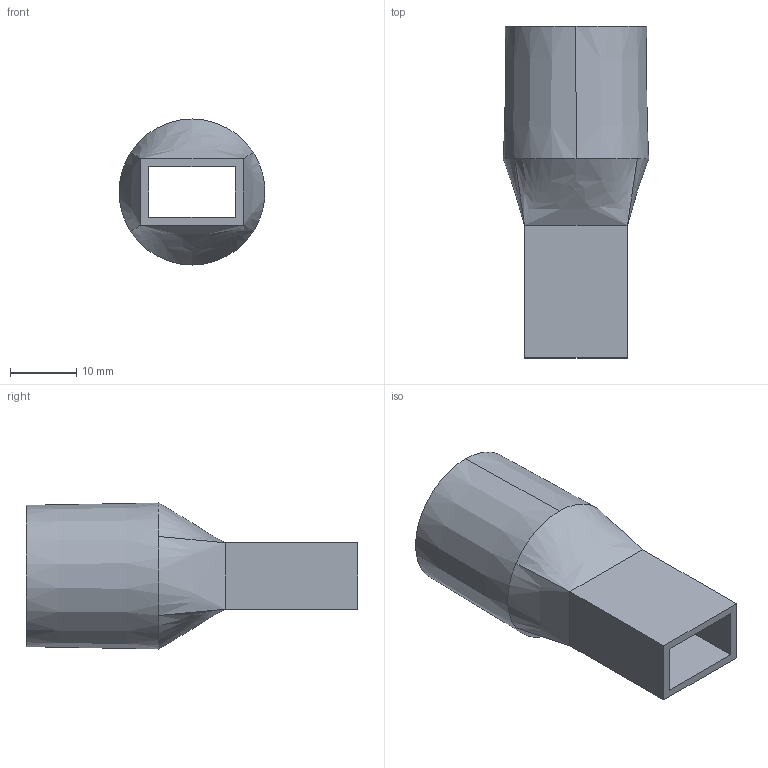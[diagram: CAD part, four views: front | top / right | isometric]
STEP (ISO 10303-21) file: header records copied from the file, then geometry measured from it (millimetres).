
FILE_DESCRIPTION (( 'STEP AP214' ), '1' );
FILE_NAME ('TestAdapter.STEP', '2020-01-21T21:38:56', ( '' ), ( '' ), 'SwSTEP 2.0', 'SolidWorks 2016', '' );
FILE_SCHEMA (( 'AUTOMOTIVE_DESIGN' ));
Length unit declared in the file: millimetre
Products named in the file (1): TestAdapter
Bounding box: 21.93 x 50 x 22 mm (x, y, z)
Volume: 3359.7 mm3; surface area: 5730.4 mm2
Topology: 1 solids, 1 shells, 22 faces, 52 edges, 32 vertices
Faces by surface type: plane 10, bspline 8, cone 4
Entity records: 1742 total; most frequent: CARTESIAN_POINT 1241, ORIENTED_EDGE 104, DIRECTION 78, EDGE_CURVE 52, VERTEX_POINT 32, LINE 28, VECTOR 28, AXIS2_PLACEMENT_3D 25
